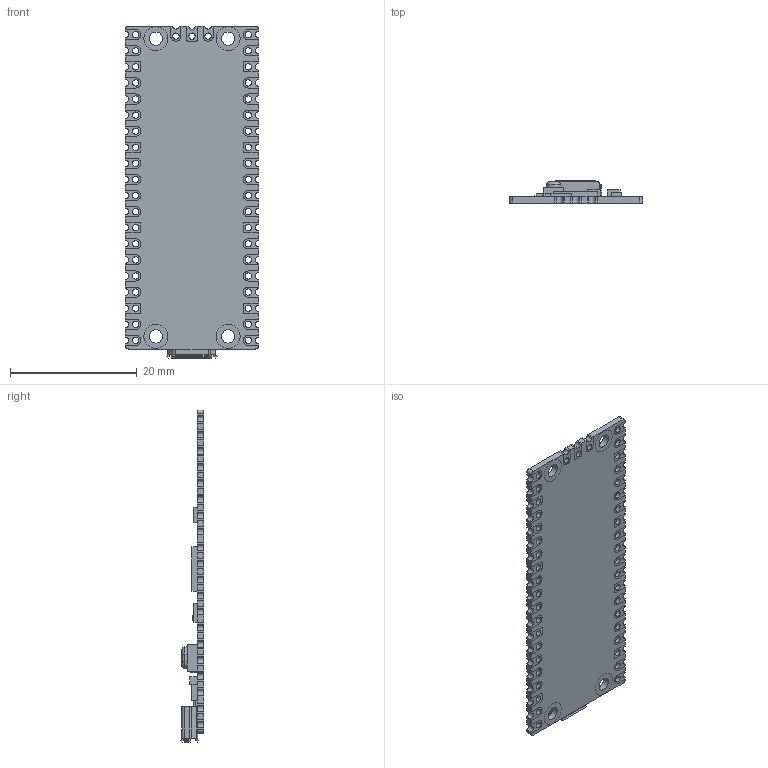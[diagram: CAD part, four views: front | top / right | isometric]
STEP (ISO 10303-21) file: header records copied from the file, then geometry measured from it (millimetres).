
FILE_DESCRIPTION(/* description */ (''),/* implementation_level */ '2;1');
FILE_NAME(/* name */ 'RaspberryPi_Pico.step',/* time_stamp */ '2021-02-19T22:21:16+01:00',/* author */ (''),/* organization */ (''),/* preprocessor_version */ 'ST-DEVELOPER v18.1',/* originating_system */ 'Autodesk Translation Framework v9.7.1.1290',/* authorisation */ '');
FILE_SCHEMA (('AUTOMOTIVE_DESIGN { 1 0 10303 214 3 1 1 }'));
Length unit declared in the file: millimetre
Products named in the file (14): (Unsaved); PICO_assm_140121.STEP; PICO_REF_BOARD.STEP; PICO_REF_USB.STEP; PICO_REF_SWITCH.STEP; PICO_REF_MICROCONTROLLER.STEP; PICO_REF_LED.STEP; PICO_REF_ONSEMI.STEP; PICO_BOURNS.STEP; PICO_MURATA.STEP; PICO_RICHTEK.STEP; PICO_DIODES.STEP; PICO_AEL.STEP; PICO_WINBOND.STEP
Assembly tree (14 placements, depth 3):
  (Unsaved)
    PICO_assm_140121.STEP
      PICO_REF_BOARD.STEP
      PICO_REF_USB.STEP
      PICO_REF_SWITCH.STEP
      PICO_REF_MICROCONTROLLER.STEP
      PICO_REF_LED.STEP
      PICO_REF_ONSEMI.STEP
      PICO_BOURNS.STEP
      PICO_MURATA.STEP  x2
      PICO_RICHTEK.STEP
      PICO_DIODES.STEP
      PICO_AEL.STEP
      PICO_WINBOND.STEP
Bounding box: 21 x 3.69 x 52.42 mm (x, y, z)
Volume: 1144.9 mm3; surface area: 2891.5 mm2
Topology: 17 solids, 17 shells, 477 faces, 1435 edges, 1002 vertices
Faces by surface type: plane 357, cylinder 118, torus 2
Full cylindrical faces by diameter (mm): 1 x43, 2.1 x4
Entity records: 17229 total; most frequent: CARTESIAN_POINT 3301, ORIENTED_EDGE 2846, DIRECTION 2773, EDGE_CURVE 1423, VERTEX_POINT 994, LINE 945, VECTOR 945, AXIS2_PLACEMENT_3D 914
